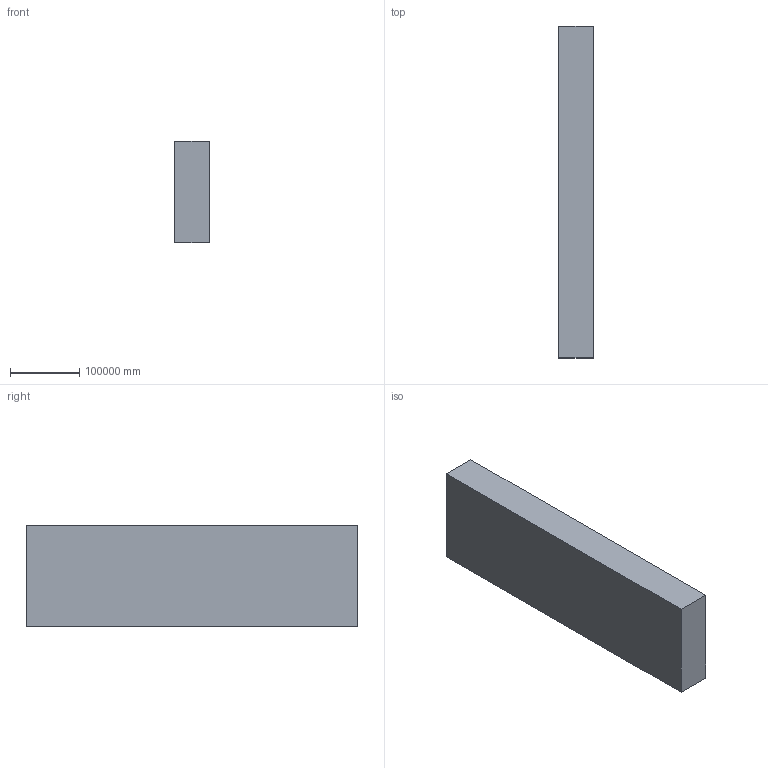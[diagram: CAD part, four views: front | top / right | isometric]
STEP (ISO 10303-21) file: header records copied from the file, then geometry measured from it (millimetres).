
FILE_DESCRIPTION((''),'2;1');
FILE_NAME('SURFACE','2023-02-13T21:16:30',('vpetrov'),(''),'CREO PARAMETRIC BY PTC INC, 2022414','CREO PARAMETRIC BY PTC INC, 2022414','');
FILE_SCHEMA(('CONFIG_CONTROL_DESIGN'));
Length unit declared in the file: metre
Products named in the file (1): SURFACE
Bounding box: 50006.35 x 480000 x 147000 mm (x, y, z)
Volume: 3528000000000000.5 mm3; surface area: 344940000000 mm2
Topology: 1 solids, 2 shells, 8 faces, 16 edges, 12 vertices
Faces by surface type: plane 8
Entity records: 256 total; most frequent: CARTESIAN_POINT 37, DIRECTION 34, ORIENTED_EDGE 32, VECTOR 16, LINE 16, EDGE_CURVE 16, VERTEX_POINT 12, AXIS2_PLACEMENT_3D 9
